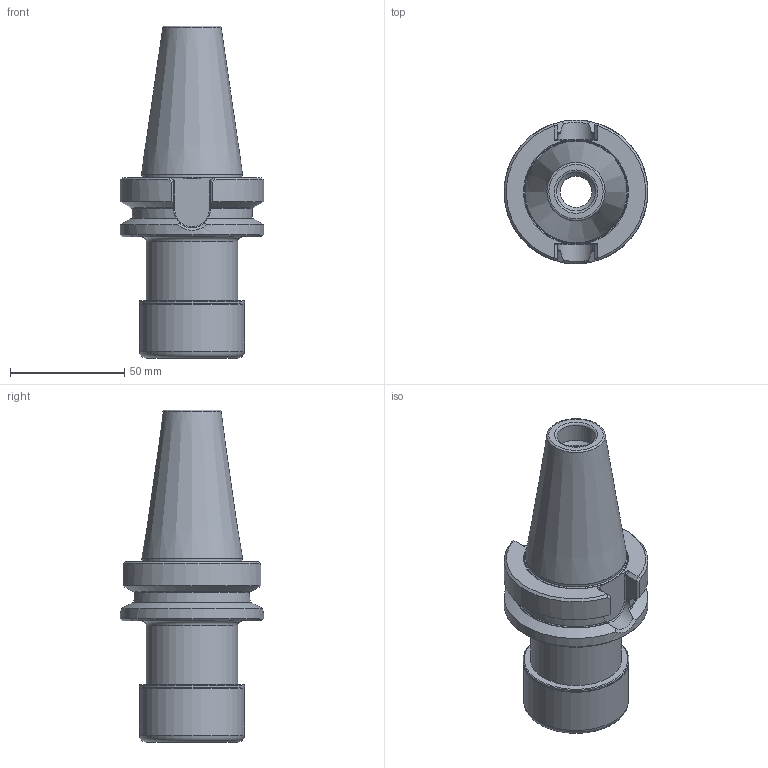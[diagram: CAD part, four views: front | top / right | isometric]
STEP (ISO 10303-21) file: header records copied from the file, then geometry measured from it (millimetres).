
FILE_DESCRIPTION(/* description */ (''),/* implementation_level */ '2;1');
FILE_NAME(/* name */ '514072546.stp',/* time_stamp */ '2021-01-08T12:33:42',/* author */ ('LRA'),/* organization */ ('REGO-FIX'),/* preprocessor_version */ ' Unknown',/* originating_system */ 'SIEMENS PLM Software Solid Edge ST10',/* authorization */ 'Unknown');
FILE_SCHEMA (('AUTOMOTIVE_DESIGN { 1 0 10303 214 2 1 1}'));
Length unit declared in the file: millimetre
Products named in the file (1): 0013475
Bounding box: 63 x 63 x 145.4 mm (x, y, z)
Volume: 160185 mm3; surface area: 40761.1 mm2
Topology: 2 solids, 2 shells, 104 faces, 248 edges, 154 vertices
Faces by surface type: plane 30, cylinder 29, cone 21, torus 18, bspline 6
Full cylindrical faces by diameter (mm): 13.835 x2, 17 x1, 25 x1, 30 x1, 34 x1, 38.376 x1, 40 x2, 40.05 x1, 42 x1, 43.85 x1, 46 x1, 46.4 x1, 63 x1
Entity records: 3618 total; most frequent: CARTESIAN_POINT 726, DIRECTION 436, ORIENTED_EDGE 398, EDGE_CURVE 199, AXIS2_PLACEMENT_3D 191, EDGE_LOOP 154, FACE_BOUND 154, VERTEX_POINT 145
